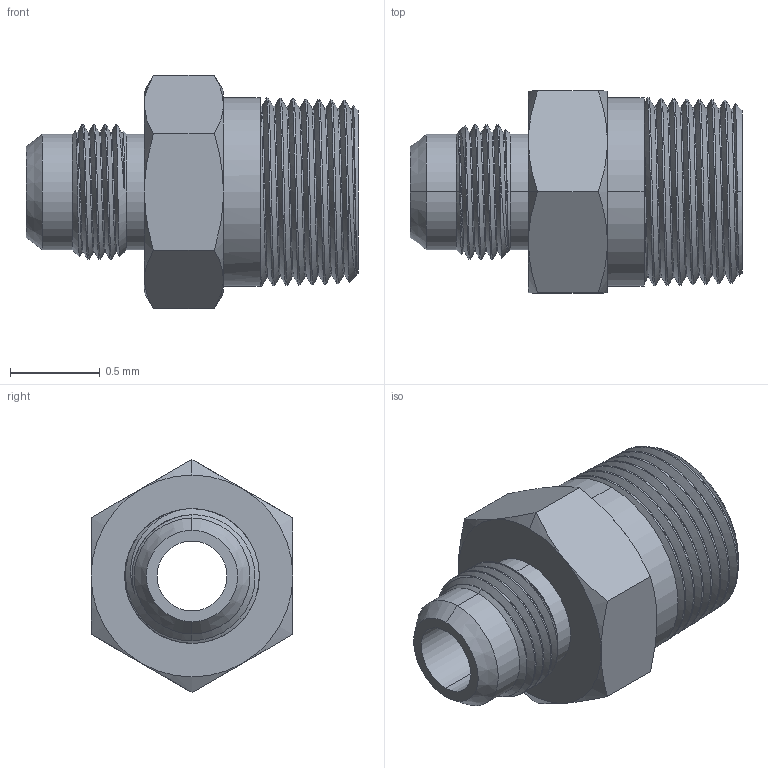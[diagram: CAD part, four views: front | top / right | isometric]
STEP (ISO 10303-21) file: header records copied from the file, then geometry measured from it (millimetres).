
FILE_DESCRIPTION(/* description */ (''),/* implementation_level */ '2;1');
FILE_NAME(/* name */ '2404-08-12.stp',/* time_stamp */ '2023-05-26T16:39:25-04:00',/* author */ ('esanner'),/* organization */ (''),/* preprocessor_version */ 'ST-DEVELOPER v19',/* originating_system */ 'AutoCAD Mechanical',/* authorisation */ '');
FILE_SCHEMA (('AUTOMOTIVE_DESIGN { 1 0 10303 214 3 1 1 }'));
Length unit declared in the file: inch
Products named in the file (2): Product; 50715K117_37 Degree Flared Fitting for Stainless Steel Tubing
Assembly tree (1 placements, depth 2):
  Product
    50715K117_37 Degree Flared Fitting for Stainless Steel Tubing
Bounding box: 1.85 x 1.12 x 1.3 mm (x, y, z)
Volume: 1.1 mm3; surface area: 11 mm2
Topology: 1 solids, 1 shells, 76 faces, 192 edges, 120 vertices
Faces by surface type: cone 39, cylinder 21, plane 11, bspline 5
Full cylindrical faces by diameter (mm): 0.669 x3
Entity records: 8497 total; most frequent: CARTESIAN_POINT 6846, ORIENTED_EDGE 384, DIRECTION 289, EDGE_CURVE 192, VERTEX_POINT 120, AXIS2_PLACEMENT_3D 119, EDGE_LOOP 80, FACE_OUTER_BOUND 76
